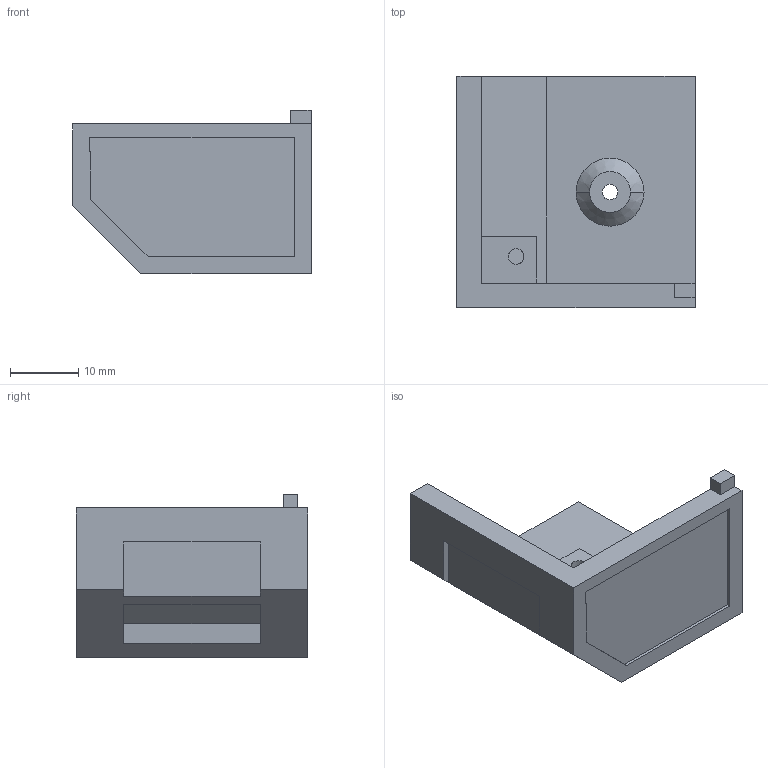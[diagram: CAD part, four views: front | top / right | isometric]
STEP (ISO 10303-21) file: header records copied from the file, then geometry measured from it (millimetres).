
FILE_DESCRIPTION (( 'STEP AP203' ), '1' );
FILE_NAME ('26.) Step.STEP', '2024-04-05T15:40:57', ( '' ), ( '' ), 'SwSTEP 2.0', 'SolidWorks 2024', '' );
FILE_SCHEMA (( 'CONFIG_CONTROL_DESIGN' ));
Length unit declared in the file: millimetre
Products named in the file (1): 26.) Step
Bounding box: 35 x 34 x 24 mm (x, y, z)
Volume: 7761.9 mm3; surface area: 5237.2 mm2
Topology: 1 solids, 1 shells, 41 faces, 105 edges, 70 vertices
Faces by surface type: plane 35, cylinder 4, cone 2
Entity records: 1310 total; most frequent: CARTESIAN_POINT 223, ORIENTED_EDGE 210, DIRECTION 197, EDGE_CURVE 105, VECTOR 93, LINE 93, VERTEX_POINT 70, AXIS2_PLACEMENT_3D 52
